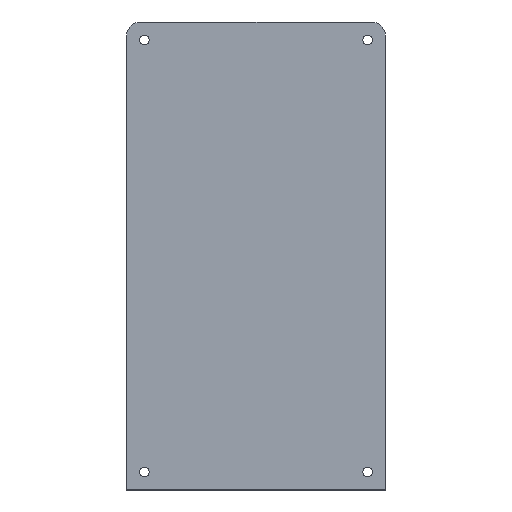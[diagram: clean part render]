
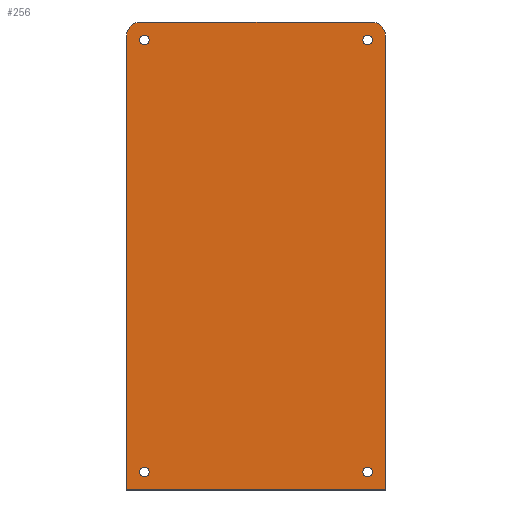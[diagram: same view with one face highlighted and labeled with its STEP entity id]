
A CAD part, top view. The second image highlights one B-rep face of the part: STEP entity #256.
In plain terms, the highlighted planar face has unit normal (0, 0, 1).
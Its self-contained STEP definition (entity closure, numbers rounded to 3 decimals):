
#19=FACE_BOUND('',#57,.T.);
#20=FACE_BOUND('',#58,.T.);
#21=FACE_BOUND('',#59,.T.);
#22=FACE_BOUND('',#60,.T.);
#28=PLANE('',#304);
#40=FACE_OUTER_BOUND('',#56,.T.);
#56=EDGE_LOOP('',(#229,#230,#231,#232,#233,#234));
#57=EDGE_LOOP('',(#235));
#58=EDGE_LOOP('',(#236));
#59=EDGE_LOOP('',(#237));
#60=EDGE_LOOP('',(#238));
#69=LINE('',#428,#87);
#75=LINE('',#445,#93);
#77=LINE('',#448,#95);
#78=LINE('',#450,#96);
#87=VECTOR('',#355,10.);
#93=VECTOR('',#371,10.);
#95=VECTOR('',#375,10.);
#96=VECTOR('',#378,10.);
#99=CIRCLE('',#280,1.321);
#102=CIRCLE('',#284,1.321);
#105=CIRCLE('',#288,1.321);
#108=CIRCLE('',#292,1.321);
#110=CIRCLE('',#295,4.);
#112=CIRCLE('',#300,4.);
#115=VERTEX_POINT('',#387);
#118=VERTEX_POINT('',#395);
#121=VERTEX_POINT('',#403);
#124=VERTEX_POINT('',#411);
#127=VERTEX_POINT('',#418);
#128=VERTEX_POINT('',#420);
#130=VERTEX_POINT('',#426);
#134=VERTEX_POINT('',#438);
#135=VERTEX_POINT('',#440);
#136=VERTEX_POINT('',#444);
#140=EDGE_CURVE('',#115,#115,#99,.T.);
#144=EDGE_CURVE('',#118,#118,#102,.T.);
#148=EDGE_CURVE('',#121,#121,#105,.T.);
#152=EDGE_CURVE('',#124,#124,#108,.T.);
#155=EDGE_CURVE('',#127,#128,#110,.T.);
#159=EDGE_CURVE('',#127,#130,#69,.T.);
#165=EDGE_CURVE('',#134,#135,#112,.T.);
#167=EDGE_CURVE('',#136,#135,#75,.T.);
#169=EDGE_CURVE('',#134,#128,#77,.T.);
#170=EDGE_CURVE('',#130,#136,#78,.T.);
#229=ORIENTED_EDGE('',*,*,#155,.F.);
#230=ORIENTED_EDGE('',*,*,#159,.T.);
#231=ORIENTED_EDGE('',*,*,#170,.T.);
#232=ORIENTED_EDGE('',*,*,#167,.T.);
#233=ORIENTED_EDGE('',*,*,#165,.F.);
#234=ORIENTED_EDGE('',*,*,#169,.T.);
#235=ORIENTED_EDGE('',*,*,#140,.T.);
#236=ORIENTED_EDGE('',*,*,#144,.T.);
#237=ORIENTED_EDGE('',*,*,#148,.T.);
#238=ORIENTED_EDGE('',*,*,#152,.T.);
#256=ADVANCED_FACE('',(#40,#19,#20,#21,#22),#28,.T.);
#280=AXIS2_PLACEMENT_3D('',#389,#314,#315);
#284=AXIS2_PLACEMENT_3D('',#397,#323,#324);
#288=AXIS2_PLACEMENT_3D('',#405,#332,#333);
#292=AXIS2_PLACEMENT_3D('',#413,#341,#342);
#295=AXIS2_PLACEMENT_3D('',#421,#348,#349);
#300=AXIS2_PLACEMENT_3D('',#441,#366,#367);
#304=AXIS2_PLACEMENT_3D('',#451,#379,#380);
#314=DIRECTION('center_axis',(0.,0.,-1.));
#315=DIRECTION('ref_axis',(-1.,0.,0.));
#323=DIRECTION('center_axis',(0.,0.,-1.));
#324=DIRECTION('ref_axis',(-1.,0.,0.));
#332=DIRECTION('center_axis',(0.,0.,-1.));
#333=DIRECTION('ref_axis',(-1.,0.,0.));
#341=DIRECTION('center_axis',(0.,0.,-1.));
#342=DIRECTION('ref_axis',(-1.,0.,0.));
#348=DIRECTION('center_axis',(0.,0.,-1.));
#349=DIRECTION('ref_axis',(-0.707,0.707,0.));
#355=DIRECTION('',(0.,-1.,0.));
#366=DIRECTION('center_axis',(0.,0.,-1.));
#367=DIRECTION('ref_axis',(0.707,0.707,0.));
#371=DIRECTION('',(0.,1.,0.));
#375=DIRECTION('',(-1.,0.,0.));
#378=DIRECTION('',(1.,0.,0.));
#379=DIRECTION('center_axis',(0.,0.,1.));
#380=DIRECTION('ref_axis',(1.,0.,0.));
#387=CARTESIAN_POINT('',(68.321,5.,0.));
#389=CARTESIAN_POINT('Origin',(67.,5.,0.));
#395=CARTESIAN_POINT('',(68.321,125.,0.));
#397=CARTESIAN_POINT('Origin',(67.,125.,0.));
#403=CARTESIAN_POINT('',(6.321,125.,0.));
#405=CARTESIAN_POINT('Origin',(5.,125.,0.));
#411=CARTESIAN_POINT('',(6.321,5.,0.));
#413=CARTESIAN_POINT('Origin',(5.,5.,0.));
#418=CARTESIAN_POINT('',(0.,126.,0.));
#420=CARTESIAN_POINT('',(4.,130.,0.));
#421=CARTESIAN_POINT('Origin',(4.,126.,0.));
#426=CARTESIAN_POINT('',(0.,0.,0.));
#428=CARTESIAN_POINT('',(0.,130.,0.));
#438=CARTESIAN_POINT('',(68.,130.,0.));
#440=CARTESIAN_POINT('',(72.,126.,0.));
#441=CARTESIAN_POINT('Origin',(68.,126.,0.));
#444=CARTESIAN_POINT('',(72.,0.,0.));
#445=CARTESIAN_POINT('',(72.,0.,0.));
#448=CARTESIAN_POINT('',(72.,130.,0.));
#450=CARTESIAN_POINT('',(0.,0.,0.));
#451=CARTESIAN_POINT('Origin',(36.,65.,0.));
